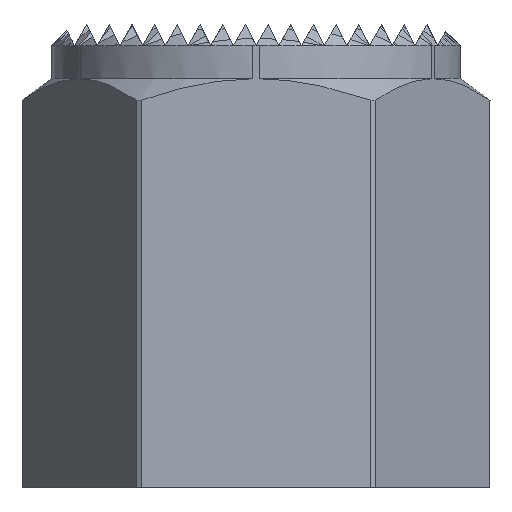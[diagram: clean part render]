
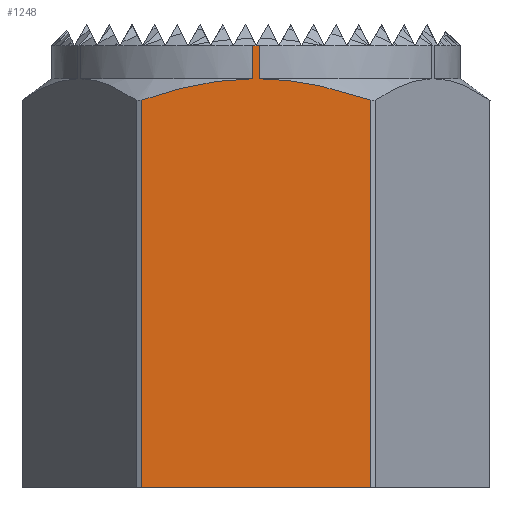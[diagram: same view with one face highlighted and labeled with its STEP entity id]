
A CAD part, left-side view. The second image highlights one B-rep face of the part: STEP entity #1248.
In plain terms, the highlighted planar face has unit normal (-1, 0, 0).
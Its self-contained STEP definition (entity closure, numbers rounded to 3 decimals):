
#1248=ADVANCED_FACE('',(#3664),#3665,.T.);
#3664=FACE_OUTER_BOUND('',#7246,.T.);
#3665=PLANE('',#7247);
#7246=EDGE_LOOP('',(#10913,#10914,#10915,#10916,#10917,#10918,#10919,#10920,#10921,#10922,#10923));
#7247=AXIS2_PLACEMENT_3D('',#10924,#10925,#10926);
#10913=ORIENTED_EDGE('',*,*,#19570,.F.);
#10914=ORIENTED_EDGE('',*,*,#19579,.F.);
#10915=ORIENTED_EDGE('',*,*,#19565,.F.);
#10916=ORIENTED_EDGE('',*,*,#19577,.T.);
#10917=ORIENTED_EDGE('',*,*,#19580,.F.);
#10918=ORIENTED_EDGE('',*,*,#19581,.F.);
#10919=ORIENTED_EDGE('',*,*,#19582,.T.);
#10920=ORIENTED_EDGE('',*,*,#19583,.T.);
#10921=ORIENTED_EDGE('',*,*,#19584,.F.);
#10922=ORIENTED_EDGE('',*,*,#19585,.F.);
#10923=ORIENTED_EDGE('',*,*,#19586,.T.);
#10924=CARTESIAN_POINT('',(-10.999,-6.35,0.));
#10925=DIRECTION('',(-1.0,0.0,0.));
#10926=DIRECTION('',(0.,0.0,1.0));
#19565=EDGE_CURVE('',#22783,#22784,#22785,.T.);
#19570=EDGE_CURVE('',#22792,#22793,#22794,.T.);
#19577=EDGE_CURVE('',#22783,#22803,#22805,.T.);
#19579=EDGE_CURVE('',#22784,#22792,#22807,.T.);
#19580=EDGE_CURVE('',#22808,#22803,#22809,.T.);
#19581=EDGE_CURVE('',#22810,#22808,#22811,.T.);
#19582=EDGE_CURVE('',#22810,#22812,#22813,.T.);
#19583=EDGE_CURVE('',#22812,#22814,#22815,.T.);
#19584=EDGE_CURVE('',#22816,#22814,#22817,.T.);
#19585=EDGE_CURVE('',#22818,#22816,#22819,.T.);
#19586=EDGE_CURVE('',#22818,#22793,#22820,.T.);
#22783=VERTEX_POINT('',#26817);
#22784=VERTEX_POINT('',#26818);
#22785=LINE('',#26819,#26820);
#22792=VERTEX_POINT('',#26828);
#22793=VERTEX_POINT('',#26829);
#22794=LINE('',#26830,#26831);
#22803=VERTEX_POINT('',#26850);
#22805=(B_SPLINE_CURVE(2,(#26853,#26854,#26855),.UNSPECIFIED.,.F.,.F.)B_SPLINE_CURVE_WITH_KNOTS((3,3),(0.0,6.312),.UNSPECIFIED.)RATIONAL_B_SPLINE_CURVE((1.0,1.036,1.0))BOUNDED_CURVE()REPRESENTATION_ITEM('')GEOMETRIC_REPRESENTATION_ITEM()CURVE());
#22807=LINE('',#26863,#26864);
#22808=VERTEX_POINT('',#26865);
#22809=LINE('',#26866,#26867);
#22810=VERTEX_POINT('',#26868);
#22811=(B_SPLINE_CURVE(2,(#26870,#26871,#26872),.UNSPECIFIED.,.F.,.F.)B_SPLINE_CURVE_WITH_KNOTS((3,3),(0.183,0.361),.UNSPECIFIED.)RATIONAL_B_SPLINE_CURVE((1.,1.,1.0))BOUNDED_CURVE()REPRESENTATION_ITEM('')GEOMETRIC_REPRESENTATION_ITEM()CURVE());
#22812=VERTEX_POINT('',#26879);
#22813=LINE('',#26880,#26881);
#22814=VERTEX_POINT('',#26882);
#22815=LINE('',#26883,#26884);
#22816=VERTEX_POINT('',#26885);
#22817=(B_SPLINE_CURVE(2,(#26887,#26888,#26889),.UNSPECIFIED.,.F.,.F.)B_SPLINE_CURVE_WITH_KNOTS((3,3),(0.0,0.182),.UNSPECIFIED.)RATIONAL_B_SPLINE_CURVE((1.0,1.,1.))BOUNDED_CURVE()REPRESENTATION_ITEM('')GEOMETRIC_REPRESENTATION_ITEM()CURVE());
#22818=VERTEX_POINT('',#26896);
#22819=LINE('',#26897,#26898);
#22820=(B_SPLINE_CURVE(2,(#26900,#26901,#26902),.UNSPECIFIED.,.F.,.F.)B_SPLINE_CURVE_WITH_KNOTS((3,3),(0.0,6.312),.UNSPECIFIED.)RATIONAL_B_SPLINE_CURVE((1.0,1.036,1.0))BOUNDED_CURVE()REPRESENTATION_ITEM('')GEOMETRIC_REPRESENTATION_ITEM()CURVE());
#26817=CARTESIAN_POINT('',(-10.999,-6.148,20.85));
#26818=CARTESIAN_POINT('',(-10.999,-6.148,0.0));
#26819=CARTESIAN_POINT('',(-10.999,-6.148,11.89));
#26820=VECTOR('',#34857,1.0);
#26828=CARTESIAN_POINT('',(-10.999,6.148,0.0));
#26829=CARTESIAN_POINT('',(-10.999,6.148,20.85));
#26830=CARTESIAN_POINT('',(-10.999,6.148,11.89));
#26831=VECTOR('',#34865,1.0);
#26850=CARTESIAN_POINT('',(-10.999,-0.18,22.0));
#26853=CARTESIAN_POINT('',(-10.999,-6.35,20.778));
#26854=CARTESIAN_POINT('',(-10.999,-3.044,21.966));
#26855=CARTESIAN_POINT('',(-10.999,-0.18,22.0));
#26863=CARTESIAN_POINT('',(-10.999,-6.35,0.));
#26864=VECTOR('',#34876,1.0);
#26865=CARTESIAN_POINT('',(-10.999,-0.18,23.778));
#26866=CARTESIAN_POINT('',(-10.999,-0.18,22.889));
#26867=VECTOR('',#34877,1.0);
#26868=CARTESIAN_POINT('',(-10.999,-0.003,23.779));
#26870=CARTESIAN_POINT('',(-10.999,-0.003,23.779));
#26871=CARTESIAN_POINT('',(-10.999,-0.092,23.779));
#26872=CARTESIAN_POINT('',(-10.999,-0.18,23.778));
#26879=CARTESIAN_POINT('',(-10.999,-0.002,23.778));
#26880=CARTESIAN_POINT('',(-10.999,4.,16.847));
#26881=VECTOR('',#34878,1.0);
#26882=CARTESIAN_POINT('',(-10.999,-0.001,23.779));
#26883=CARTESIAN_POINT('',(-10.999,-5.392,12.997));
#26884=VECTOR('',#34879,1.0);
#26885=CARTESIAN_POINT('',(-10.999,0.18,23.778));
#26887=CARTESIAN_POINT('',(-10.999,0.18,23.778));
#26888=CARTESIAN_POINT('',(-10.999,0.09,23.779));
#26889=CARTESIAN_POINT('',(-10.999,-0.001,23.779));
#26896=CARTESIAN_POINT('',(-10.999,0.18,22.0));
#26897=CARTESIAN_POINT('',(-10.999,0.18,22.889));
#26898=VECTOR('',#34880,1.0);
#26900=CARTESIAN_POINT('',(-10.999,0.18,22.0));
#26901=CARTESIAN_POINT('',(-10.999,3.044,21.966));
#26902=CARTESIAN_POINT('',(-10.999,6.35,20.778));
#34857=DIRECTION('',(-0.0,-0.0,-1.0));
#34865=DIRECTION('',(0.0,0.0,1.0));
#34876=DIRECTION('',(0.,1.0,0.));
#34877=DIRECTION('',(0.,0.,-1.0));
#34878=DIRECTION('',(0.,0.5,-0.866));
#34879=DIRECTION('',(0.,0.447,0.894));
#34880=DIRECTION('',(0.,0.,1.0));
